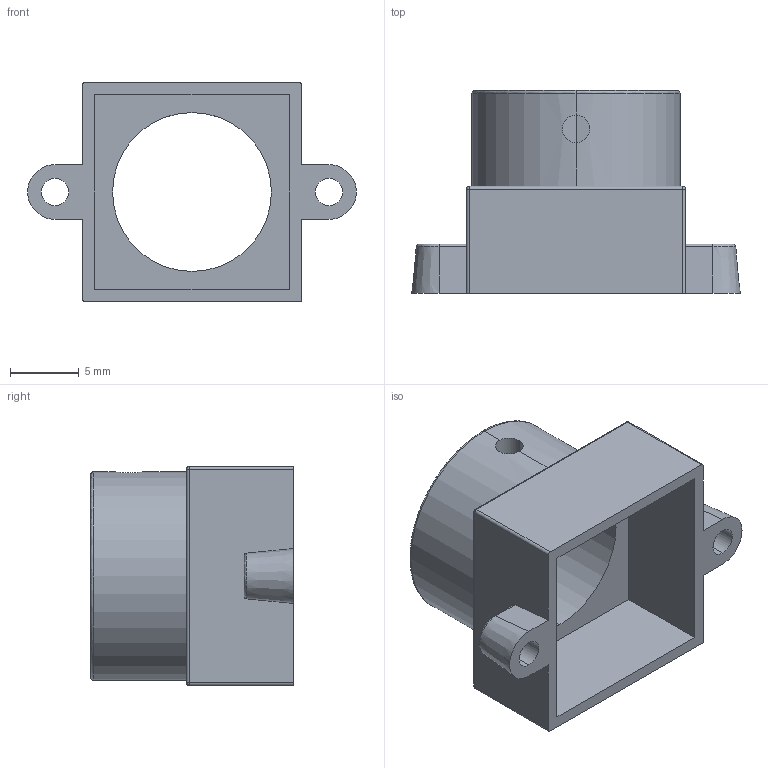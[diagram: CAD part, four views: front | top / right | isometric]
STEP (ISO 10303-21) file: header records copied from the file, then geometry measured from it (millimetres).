
FILE_DESCRIPTION (( 'STEP AP214' ), '1' );
FILE_NAME ('User Library-M12 lens holder.STEP', '2018-06-24T21:23:32', ( '' ), ( '' ), 'SwSTEP 2.0', 'SolidWorks 2018', '' );
FILE_SCHEMA (( 'AUTOMOTIVE_DESIGN' ));
Length unit declared in the file: millimetre
Products named in the file (1): User Library-M12 lens holder
Bounding box: 24 x 14.8 x 16 mm (x, y, z)
Volume: 1098.7 mm3; surface area: 1916.8 mm2
Topology: 1 solids, 1 shells, 52 faces, 137 edges, 84 vertices
Faces by surface type: cylinder 21, plane 18, bspline 9, cone 4
Entity records: 1951 total; most frequent: CARTESIAN_POINT 663, ORIENTED_EDGE 268, DIRECTION 257, EDGE_CURVE 134, AXIS2_PLACEMENT_3D 94, VERTEX_POINT 84, LINE 69, VECTOR 69
